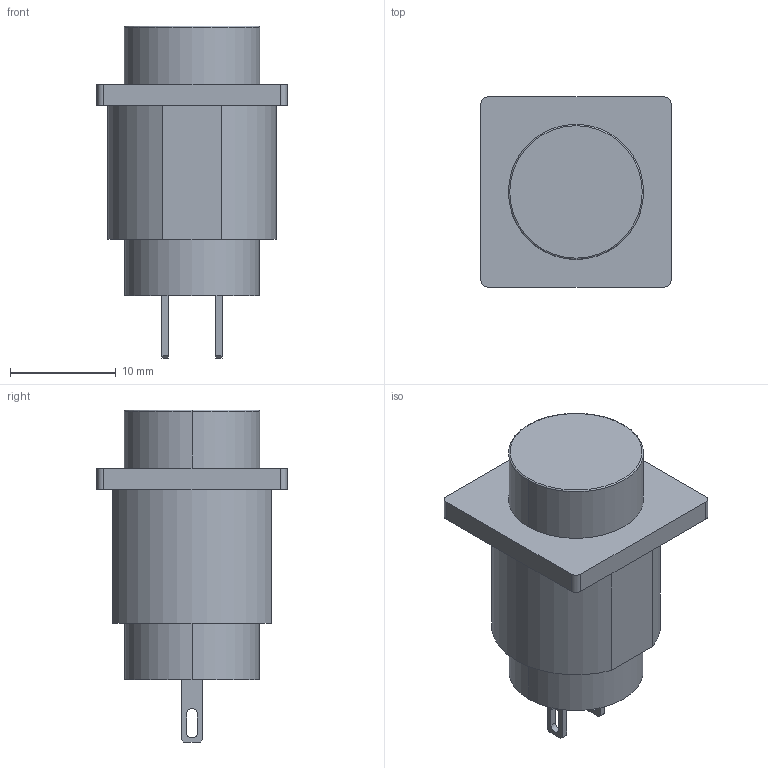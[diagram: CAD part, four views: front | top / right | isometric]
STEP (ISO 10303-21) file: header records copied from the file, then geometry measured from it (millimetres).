
FILE_DESCRIPTION (( 'STEP AP214' ), '1' );
FILE_NAME ('EG2544-ND.STEP', '2022-07-11T17:53:59', ( '' ), ( '' ), 'SwSTEP 2.0', 'SolidWorks 2012', '' );
FILE_SCHEMA (( 'AUTOMOTIVE_DESIGN' ));
Length unit declared in the file: inch
Products named in the file (3): EG2544-ND SOLDER LUG; EG2544-ND POWER SWITCH HOUSING; EG2544-ND
Assembly tree (3 placements, depth 2):
  EG2544-ND
    EG2544-ND POWER SWITCH HOUSING
    EG2544-ND SOLDER LUG  x2
Bounding box: 18.01 x 18.01 x 31.45 mm (x, y, z)
Volume: 4550.4 mm3; surface area: 1922.8 mm2
Topology: 3 solids, 3 shells, 58 faces, 139 edges, 92 vertices
Faces by surface type: plane 41, cylinder 15, torus 2
Entity records: 2061 total; most frequent: DIRECTION 243, CARTESIAN_POINT 233, ORIENTED_EDGE 218, EDGE_CURVE 109, AXIS2_PLACEMENT_3D 82, VECTOR 79, LINE 79, VERTEX_POINT 72
